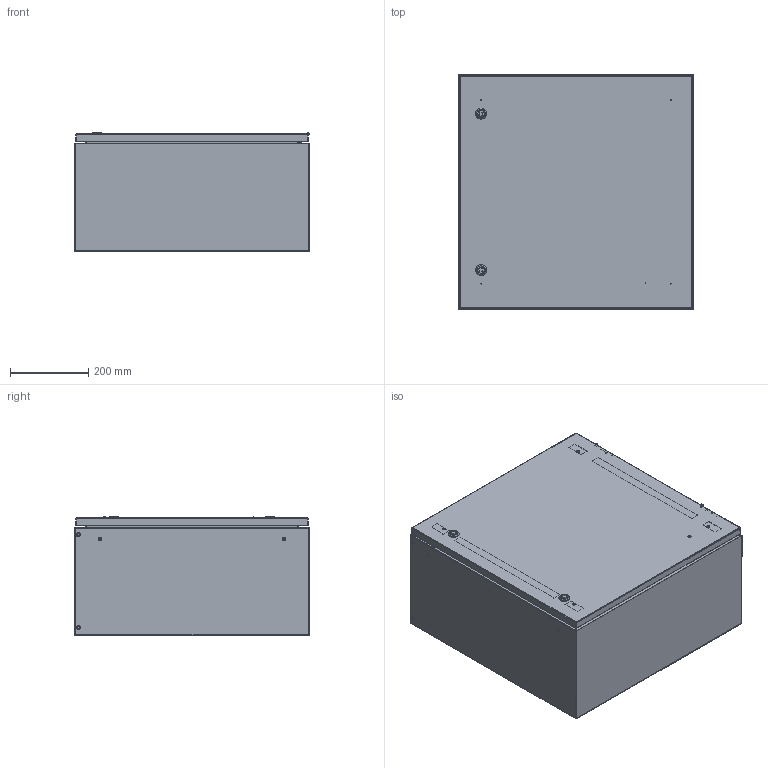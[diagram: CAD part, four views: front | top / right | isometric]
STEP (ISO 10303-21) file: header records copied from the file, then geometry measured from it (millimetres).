
FILE_DESCRIPTION (( 'STEP AP214' ), '1' );
FILE_NAME ('IP-SS606030_stp.step', '2025-04-28T12:38:10', ( '' ), ( '' ), 'SwSTEP 2.0', 'SolidWorks 2023', '' );
FILE_SCHEMA (( 'AUTOMOTIVE_DESIGN' ));
Length unit declared in the file: millimetre
Products named in the file (1): IP-SS606030_stp
Bounding box: 602 x 600 x 306.5 mm (x, y, z)
Volume: 2887405.2 mm3; surface area: 3851052.6 mm2
Topology: 40 solids, 42 shells, 1974 faces, 4800 edges, 2972 vertices
Faces by surface type: plane 784, cylinder 686, cone 440, bspline 48, torus 16
Entity records: 61610 total; most frequent: CARTESIAN_POINT 14607, DIRECTION 9830, ORIENTED_EDGE 9600, EDGE_CURVE 4800, AXIS2_PLACEMENT_3D 3707, VERTEX_POINT 2972, LINE 2416, VECTOR 2416
